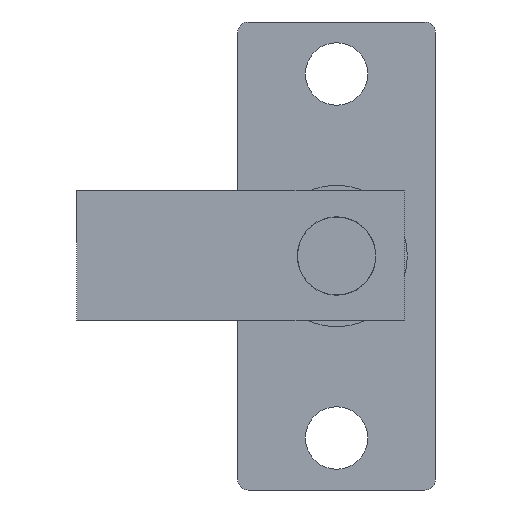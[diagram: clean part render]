
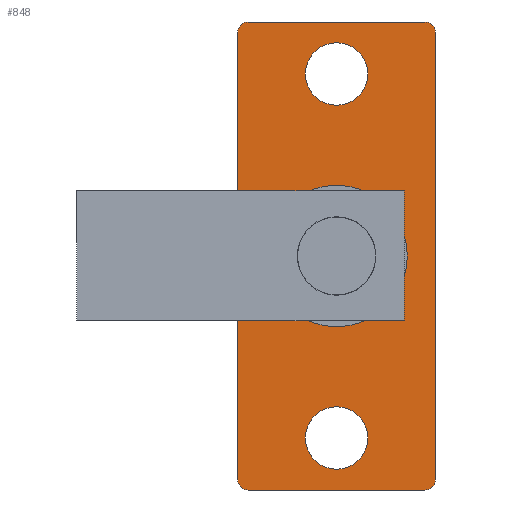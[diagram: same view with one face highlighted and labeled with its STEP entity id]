
A CAD part, front view. The second image highlights one B-rep face of the part: STEP entity #848.
In plain terms, the highlighted planar face has unit normal (0, -1, 0).
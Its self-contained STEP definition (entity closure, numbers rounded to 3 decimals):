
#207 = PLANE ( 'NONE',  #783 ) ;
#208 = CARTESIAN_POINT ( 'NONE',  ( 17., 0., -43. ) ) ;
#209 = DIRECTION ( 'NONE',  ( 0., 1., 0. ) ) ;
#210 = DIRECTION ( 'NONE',  ( 0., 0., 1. ) ) ;
#303 = EDGE_CURVE ( 'NONE', #2996, #3007, #751, .T. ) ;
#302 = CARTESIAN_POINT ( 'NONE',  ( -19., 0., -43. ) ) ;
#316 = CARTESIAN_POINT ( 'NONE',  ( -17., 0., -45. ) ) ;
#385 = CARTESIAN_POINT ( 'NONE',  ( 0., 0., 41. ) ) ;
#389 = CARTESIAN_POINT ( 'NONE',  ( 17., 0., 45. ) ) ;
#390 = CARTESIAN_POINT ( 'NONE',  ( 0., 0., 29. ) ) ;
#393 = CARTESIAN_POINT ( 'NONE',  ( 0., 0., -41. ) ) ;
#398 = CARTESIAN_POINT ( 'NONE',  ( 17., 0., -45. ) ) ;
#401 = CARTESIAN_POINT ( 'NONE',  ( 19., 0., 43. ) ) ;
#404 = CARTESIAN_POINT ( 'NONE',  ( 0., 0., -29. ) ) ;
#409 = CARTESIAN_POINT ( 'NONE',  ( 0., 0., -13.6 ) ) ;
#410 = CARTESIAN_POINT ( 'NONE',  ( 0., 0., 13.6 ) ) ;
#415 = CARTESIAN_POINT ( 'NONE',  ( 19., 0., -43. ) ) ;
#421 = CARTESIAN_POINT ( 'NONE',  ( -19., 0., 43. ) ) ;
#426 = CARTESIAN_POINT ( 'NONE',  ( -17., 0., 45. ) ) ;
#554 = CARTESIAN_POINT ( 'NONE',  ( 0., 0., 0. ) ) ;
#555 = DIRECTION ( 'NONE',  ( 0., 1., 0. ) ) ;
#556 = DIRECTION ( 'NONE',  ( 0., 0., 1. ) ) ;
#563 = CARTESIAN_POINT ( 'NONE',  ( 0., 0., 0. ) ) ;
#564 = DIRECTION ( 'NONE',  ( 0., 1., 0. ) ) ;
#565 = DIRECTION ( 'NONE',  ( 0., 0., 1. ) ) ;
#573 = EDGE_CURVE ( 'NONE', #2993, #2988, #750, .T. ) ;
#634 = CIRCLE ( 'NONE', #654, 6. ) ;
#636 = AXIS2_PLACEMENT_3D ( 'NONE', #2057, #2058, #2059 ) ;
#641 = AXIS2_PLACEMENT_3D ( 'NONE', #2028, #2029, #2030 ) ;
#644 = AXIS2_PLACEMENT_3D ( 'NONE', #2023, #2024, #2025 ) ;
#654 = AXIS2_PLACEMENT_3D ( 'NONE', #2005, #2006, #2007 ) ;
#657 = VECTOR ( 'NONE', #2032, 1000. ) ;
#666 = VECTOR ( 'NONE', #2037, 1000. ) ;
#669 = CIRCLE ( 'NONE', #636, 6. ) ;
#671 = VECTOR ( 'NONE', #2027, 1000. ) ;
#672 = VECTOR ( 'NONE', #2009, 1000. ) ;
#682 = CIRCLE ( 'NONE', #696, 2. ) ;
#686 = CIRCLE ( 'NONE', #641, 2. ) ;
#689 = CIRCLE ( 'NONE', #644, 2. ) ;
#692 = AXIS2_PLACEMENT_3D ( 'NONE', #2033, #2034, #2035 ) ;
#696 = AXIS2_PLACEMENT_3D ( 'NONE', #2002, #2003, #2004 ) ;
#697 = CIRCLE ( 'NONE', #692, 2. ) ;
#735 = AXIS2_PLACEMENT_3D ( 'NONE', #3489, #3487, #3488 ) ;
#750 = CIRCLE ( 'NONE', #756, 6. ) ;
#751 = CIRCLE ( 'NONE', #735, 6. ) ;
#756 = AXIS2_PLACEMENT_3D ( 'NONE', #888, #3110, #887 ) ;
#783 = AXIS2_PLACEMENT_3D ( 'NONE', #208, #209, #210 ) ;
#848 = ADVANCED_FACE ( 'NONE', ( #2588, #2589, #2590, #2591 ), #207, .F. ) ;
#887 = DIRECTION ( 'NONE',  ( 0., 0., 1. ) ) ;
#888 = CARTESIAN_POINT ( 'NONE',  ( 0., 0., 35. ) ) ;
#2002 = CARTESIAN_POINT ( 'NONE',  ( 17., 0., -43. ) ) ;
#2003 = DIRECTION ( 'NONE',  ( 0., 1., 0. ) ) ;
#2004 = DIRECTION ( 'NONE',  ( 0., 0., 1. ) ) ;
#2005 = CARTESIAN_POINT ( 'NONE',  ( 0., 0., -35. ) ) ;
#2006 = DIRECTION ( 'NONE',  ( 0., 1., 0. ) ) ;
#2007 = DIRECTION ( 'NONE',  ( 0., 0., 1. ) ) ;
#2008 = CARTESIAN_POINT ( 'NONE',  ( 19., 0., -43. ) ) ;
#2009 = DIRECTION ( 'NONE',  ( 0., 0., -1. ) ) ;
#2023 = CARTESIAN_POINT ( 'NONE',  ( 17., 0., 43. ) ) ;
#2024 = DIRECTION ( 'NONE',  ( 0., 1., 0. ) ) ;
#2025 = DIRECTION ( 'NONE',  ( 0., 0., -1. ) ) ;
#2026 = CARTESIAN_POINT ( 'NONE',  ( 17., 0., 45. ) ) ;
#2027 = DIRECTION ( 'NONE',  ( 1., 0., 0. ) ) ;
#2028 = CARTESIAN_POINT ( 'NONE',  ( -17., 0., 43. ) ) ;
#2029 = DIRECTION ( 'NONE',  ( 0., 1., 0. ) ) ;
#2030 = DIRECTION ( 'NONE',  ( 0., 0., -1. ) ) ;
#2031 = CARTESIAN_POINT ( 'NONE',  ( -19., 0., 43. ) ) ;
#2032 = DIRECTION ( 'NONE',  ( 0., 0., 1. ) ) ;
#2033 = CARTESIAN_POINT ( 'NONE',  ( -17., 0., -43. ) ) ;
#2034 = DIRECTION ( 'NONE',  ( 0., 1., 0. ) ) ;
#2035 = DIRECTION ( 'NONE',  ( 0., 0., -1. ) ) ;
#2036 = CARTESIAN_POINT ( 'NONE',  ( -17., 0., -45. ) ) ;
#2037 = DIRECTION ( 'NONE',  ( -1., 0., 0. ) ) ;
#2057 = CARTESIAN_POINT ( 'NONE',  ( 0., 0., 35. ) ) ;
#2058 = DIRECTION ( 'NONE',  ( 0., 1., 0. ) ) ;
#2059 = DIRECTION ( 'NONE',  ( 0., 0., 1. ) ) ;
#2297 = EDGE_LOOP ( 'NONE', ( #2945, #2944 ) ) ;
#2311 = EDGE_LOOP ( 'NONE', ( #2913, #2930 ) ) ;
#2312 = EDGE_LOOP ( 'NONE', ( #2914, #2917, #2915, #2925, #2939, #2940, #2941, #2942 ) ) ;
#2344 = VERTEX_POINT ( 'NONE', #302 ) ;
#2357 = VERTEX_POINT ( 'NONE', #316 ) ;
#2588 = FACE_BOUND ( 'NONE', #2311, .T. ) ;
#2589 = FACE_OUTER_BOUND ( 'NONE', #2312, .T. ) ;
#2590 = FACE_BOUND ( 'NONE', #2297, .T. ) ;
#2591 = FACE_BOUND ( 'NONE', #3087, .T. ) ;
#2650 = LINE ( 'NONE', #2008, #672 ) ;
#2653 = LINE ( 'NONE', #2026, #671 ) ;
#2654 = LINE ( 'NONE', #2031, #657 ) ;
#2655 = LINE ( 'NONE', #2036, #666 ) ;
#2913 = ORIENTED_EDGE ( 'NONE', *, *, #303, .T. ) ;
#2914 = ORIENTED_EDGE ( 'NONE', *, *, #3756, .F. ) ;
#2915 = ORIENTED_EDGE ( 'NONE', *, *, #3764, .F. ) ;
#2917 = ORIENTED_EDGE ( 'NONE', *, *, #3758, .F. ) ;
#2925 = ORIENTED_EDGE ( 'NONE', *, *, #3765, .F. ) ;
#2930 = ORIENTED_EDGE ( 'NONE', *, *, #3757, .T. ) ;
#2939 = ORIENTED_EDGE ( 'NONE', *, *, #3766, .F. ) ;
#2940 = ORIENTED_EDGE ( 'NONE', *, *, #3767, .F. ) ;
#2941 = ORIENTED_EDGE ( 'NONE', *, *, #3768, .F. ) ;
#2942 = ORIENTED_EDGE ( 'NONE', *, *, #3769, .F. ) ;
#2944 = ORIENTED_EDGE ( 'NONE', *, *, #3133, .T. ) ;
#2945 = ORIENTED_EDGE ( 'NONE', *, *, #3130, .T. ) ;
#2963 = ORIENTED_EDGE ( 'NONE', *, *, #3779, .T. ) ;
#2965 = ORIENTED_EDGE ( 'NONE', *, *, #573, .T. ) ;
#2988 = VERTEX_POINT ( 'NONE', #385 ) ;
#2992 = VERTEX_POINT ( 'NONE', #389 ) ;
#2993 = VERTEX_POINT ( 'NONE', #390 ) ;
#2996 = VERTEX_POINT ( 'NONE', #393 ) ;
#3001 = VERTEX_POINT ( 'NONE', #398 ) ;
#3004 = VERTEX_POINT ( 'NONE', #401 ) ;
#3007 = VERTEX_POINT ( 'NONE', #404 ) ;
#3012 = VERTEX_POINT ( 'NONE', #409 ) ;
#3013 = VERTEX_POINT ( 'NONE', #410 ) ;
#3018 = VERTEX_POINT ( 'NONE', #415 ) ;
#3024 = VERTEX_POINT ( 'NONE', #421 ) ;
#3029 = VERTEX_POINT ( 'NONE', #426 ) ;
#3087 = EDGE_LOOP ( 'NONE', ( #2965, #2963 ) ) ;
#3110 = DIRECTION ( 'NONE',  ( 0., 1., 0. ) ) ;
#3130 = EDGE_CURVE ( 'NONE', #3012, #3013, #4045, .T. ) ;
#3133 = EDGE_CURVE ( 'NONE', #3013, #3012, #4039, .T. ) ;
#3487 = DIRECTION ( 'NONE',  ( 0., 1., 0. ) ) ;
#3488 = DIRECTION ( 'NONE',  ( 0., 0., 1. ) ) ;
#3489 = CARTESIAN_POINT ( 'NONE',  ( 0., 0., -35. ) ) ;
#3756 = EDGE_CURVE ( 'NONE', #3018, #3001, #682, .T. ) ;
#3757 = EDGE_CURVE ( 'NONE', #3007, #2996, #634, .T. ) ;
#3758 = EDGE_CURVE ( 'NONE', #3004, #3018, #2650, .T. ) ;
#3764 = EDGE_CURVE ( 'NONE', #2992, #3004, #689, .T. ) ;
#3765 = EDGE_CURVE ( 'NONE', #3029, #2992, #2653, .T. ) ;
#3766 = EDGE_CURVE ( 'NONE', #3024, #3029, #686, .T. ) ;
#3767 = EDGE_CURVE ( 'NONE', #2344, #3024, #2654, .T. ) ;
#3768 = EDGE_CURVE ( 'NONE', #2357, #2344, #697, .T. ) ;
#3769 = EDGE_CURVE ( 'NONE', #3001, #2357, #2655, .T. ) ;
#3779 = EDGE_CURVE ( 'NONE', #2988, #2993, #669, .T. ) ;
#4022 = AXIS2_PLACEMENT_3D ( 'NONE', #563, #564, #565 ) ;
#4032 = AXIS2_PLACEMENT_3D ( 'NONE', #554, #555, #556 ) ;
#4039 = CIRCLE ( 'NONE', #4022, 13.6 ) ;
#4045 = CIRCLE ( 'NONE', #4032, 13.6 ) ;
